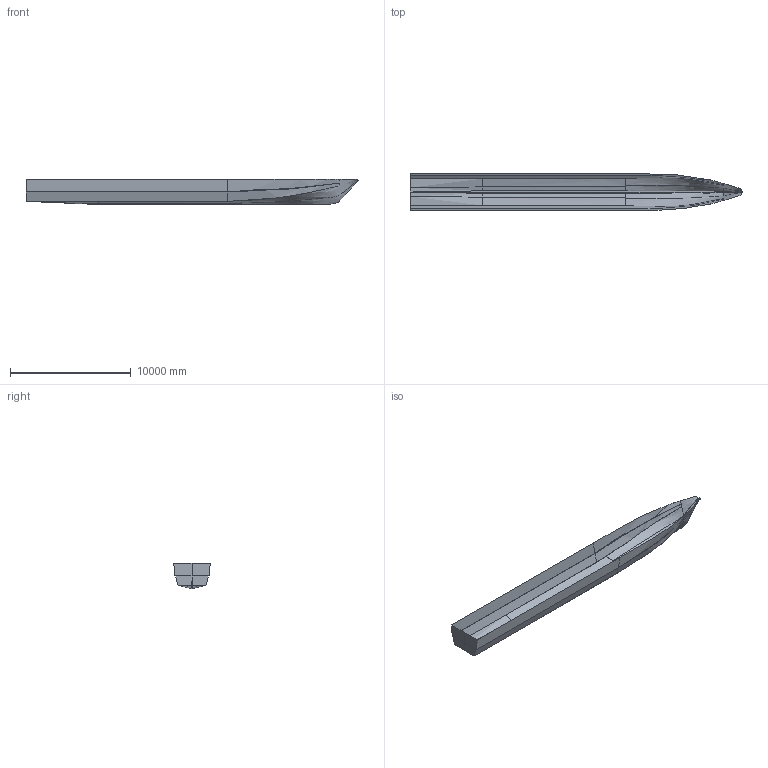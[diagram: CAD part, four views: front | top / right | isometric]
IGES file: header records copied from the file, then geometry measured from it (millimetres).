
Global section: file name: 79HHull_Definition.igs; native system: Rhinoceros ( Dec 20 2002 ); preprocessor: Trout Lake IGES 012 Dec 20 2002; date: 051202.100909; units: metre
Bounding box: 27547.99 x 3017.01 x 2085.81 mm (x, y, z)
Surface area: 163126715.9 mm2 (no closed solid volume)
Topology: 0 solids, 0 shells, 40 faces, 241 edges, 241 vertices
Faces by surface type: bspline 36, plane 4
